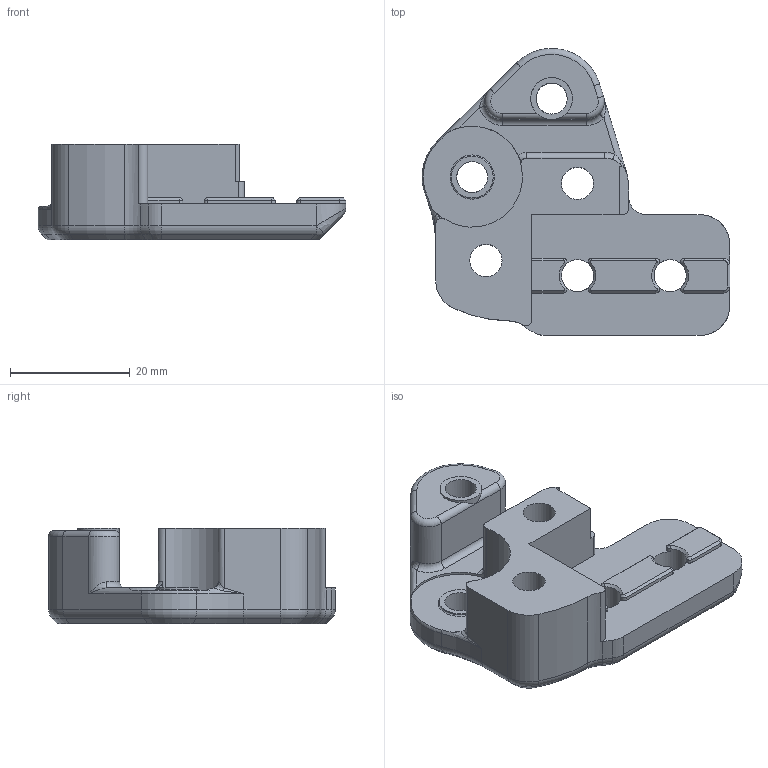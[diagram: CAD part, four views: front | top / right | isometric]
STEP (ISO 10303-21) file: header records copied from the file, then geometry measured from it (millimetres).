
FILE_DESCRIPTION(/* description */ (''),/* implementation_level */ '2;1');
FILE_NAME(/* name */ 'gates_mod_xy_joint_left_upper_MGN12 v3.step',/* time_stamp */ '2023-10-13T13:53:54-07:00',/* author */ (''),/* organization */ (''),/* preprocessor_version */ 'ST-DEVELOPER v20',/* originating_system */ 'Autodesk Translation Framework v12.14.0.127',/* authorisation */ '');
FILE_SCHEMA (('AUTOMOTIVE_DESIGN { 1 0 10303 214 3 1 1 }'));
Length unit declared in the file: millimetre
Products named in the file (1): gates_mod_xy_joint_left_upper_MGN12
Bounding box: 51.51 x 48 x 16 mm (x, y, z)
Volume: 13612.7 mm3; surface area: 6657.7 mm2
Topology: 1 solids, 1 shells, 192 faces, 485 edges, 291 vertices
Faces by surface type: plane 70, cylinder 59, cone 30, torus 21, bspline 10, sphere 2
Full cylindrical faces by diameter (mm): 5.2 x2, 5.4 x4, 7 x2, 9 x2
Entity records: 6350 total; most frequent: CARTESIAN_POINT 1648, DIRECTION 1019, ORIENTED_EDGE 964, EDGE_CURVE 482, AXIS2_PLACEMENT_3D 388, VERTEX_POINT 291, LINE 243, VECTOR 243
